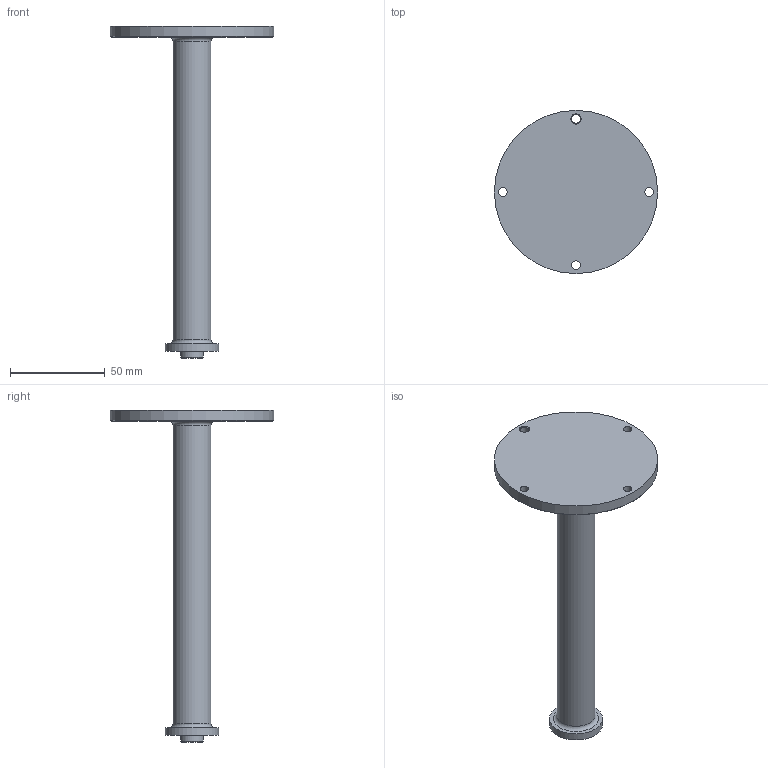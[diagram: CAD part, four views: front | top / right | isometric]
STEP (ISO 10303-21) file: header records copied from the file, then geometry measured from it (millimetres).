
FILE_DESCRIPTION(/* description */ ('STEP AP242','CAx-IF Rec.Pracs.---Representation and Presentation of Product Manufacturing Information (PMI)---4.0---2014-10-13','CAx-IF Rec.Pracs.---3D Tessellated Geometry---0.4---2014-09-14','2;1'),/* implementation_level */ '2;1');
FILE_NAME(/* name */ '670e332b8d90d70d224f1540',/* time_stamp */ '2024-10-15T09:17:31Z',/* author */ (''),/* organization */ (''),/* preprocessor_version */ 'ST-DEVELOPER v20',/* originating_system */ ' ',/* authorisation */ ' ');
FILE_SCHEMA (('AP242_MANAGED_MODEL_BASED_3D_ENGINEERING_MIM_LF { 1 0 10303 442 1 1 4 }'));
Length unit declared in the file: metre
Products named in the file (1): Part 1
Bounding box: 86 x 86 x 175 mm (x, y, z)
Volume: 88132.7 mm3; surface area: 24485.1 mm2
Topology: 1 solids, 1 shells, 18 faces, 35 edges, 22 vertices
Faces by surface type: cylinder 8, plane 5, cone 3, torus 2
Full cylindrical faces by diameter (mm): 4.5 x4, 11.9 x1, 20 x1, 28 x1, 86 x1
Entity records: 432 total; most frequent: DIRECTION 80, CARTESIAN_POINT 61, ORIENTED_EDGE 42, EDGE_LOOP 42, FACE_BOUND 42, AXIS2_PLACEMENT_3D 40, EDGE_CURVE 21, VERTEX_POINT 21
